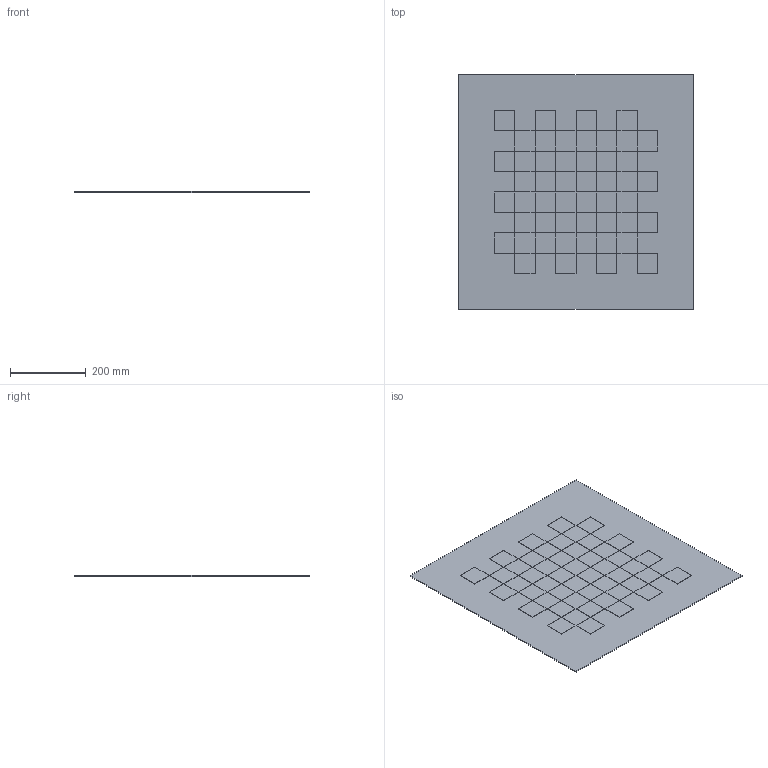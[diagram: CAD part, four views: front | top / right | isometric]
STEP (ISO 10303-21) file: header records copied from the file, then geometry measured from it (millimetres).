
FILE_DESCRIPTION(/* description */ (''),/* implementation_level */ '2;1');
FILE_NAME(/* name */ 'ATC_ChessField_620x620 v1.step',/* time_stamp */ '2021-03-20T21:58:55+01:00',/* author */ (''),/* organization */ (''),/* preprocessor_version */ 'ST-DEVELOPER v18.1',/* originating_system */ 'Autodesk Translation Framework v9.10.0.1330',/* authorisation */ '');
FILE_SCHEMA (('AUTOMOTIVE_DESIGN { 1 0 10303 214 3 1 1 }'));
Length unit declared in the file: millimetre
Products named in the file (1): ATC_ChessField_620x620
Bounding box: 620 x 620 x 3 mm (x, y, z)
Volume: 862112 mm3; surface area: 967296 mm2
Topology: 33 solids, 33 shells, 198 faces, 396 edges, 264 vertices
Faces by surface type: plane 198
Entity records: 5028 total; most frequent: CARTESIAN_POINT 859, DIRECTION 794, ORIENTED_EDGE 792, LINE 396, VECTOR 396, EDGE_CURVE 396, VERTEX_POINT 264, AXIS2_PLACEMENT_3D 199
